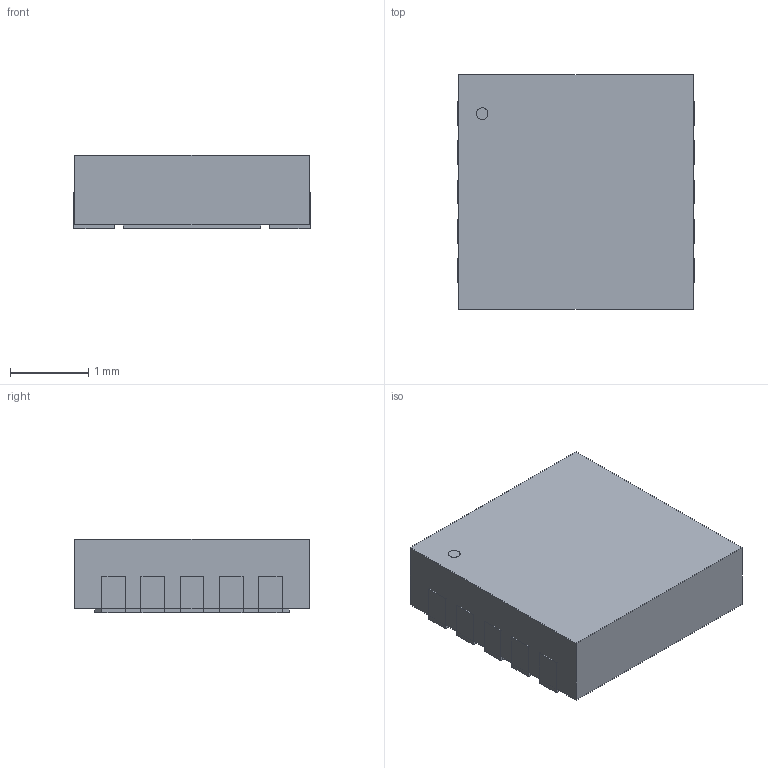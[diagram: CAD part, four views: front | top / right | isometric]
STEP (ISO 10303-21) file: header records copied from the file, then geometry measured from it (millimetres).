
FILE_DESCRIPTION(/* description */ ('STEP AP214'),/* implementation_level */ '2;1');
FILE_NAME(/* name */ 'C04-2206.step',/* time_stamp */ '2025-08-28T21:48:45+02:00',/* author */ (''),/* organization */ (''),/* preprocessor_version */ 'ST-DEVELOPER v20.1',/* originating_system */ 'Autodesk Translation Framework v14.10.0.0',/* authorisation */ '');
FILE_SCHEMA (('AUTOMOTIVE_DESIGN { 1 0 10303 214 3 1 1 }'));
Length unit declared in the file: millimetre
Products named in the file (1): product
Bounding box: 3.02 x 3 x 0.94 mm (x, y, z)
Surface area: 48.6 mm2
Topology: 13 solids, 13 shells, 76 faces, 150 edges, 100 vertices
Faces by surface type: plane 75, cylinder 1
Full cylindrical faces by diameter (mm): 0.15 x1
Entity records: 2033 total; most frequent: CARTESIAN_POINT 327, DIRECTION 306, ORIENTED_EDGE 300, EDGE_CURVE 150, LINE 148, VECTOR 148, VERTEX_POINT 100, STYLED_ITEM 88
